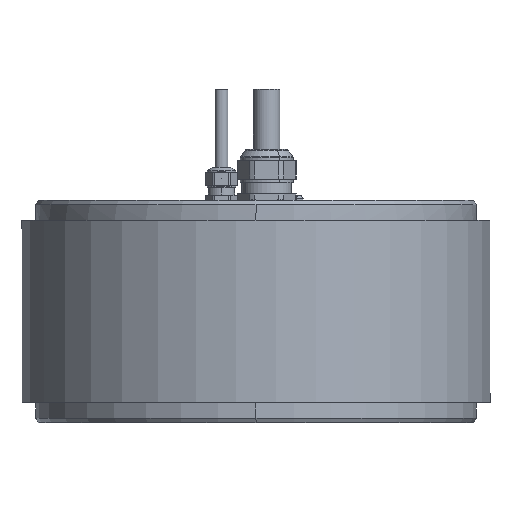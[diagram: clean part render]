
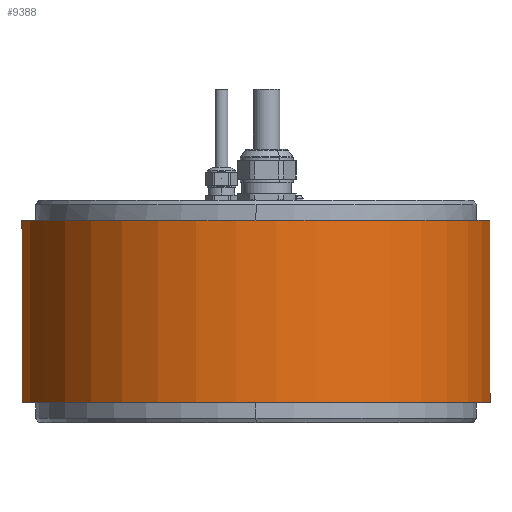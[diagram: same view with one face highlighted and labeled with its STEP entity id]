
A CAD part, front view. The second image highlights one B-rep face of the part: STEP entity #9388.
In plain terms, the highlighted cylindrical face has radius 105.5 mm (diameter 211 mm), a partial arc.
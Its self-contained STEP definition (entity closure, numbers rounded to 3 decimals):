
#2479=CARTESIAN_POINT('',(0.,0.,-9.1));
#2480=DIRECTION('',(0.,0.,1.));
#2481=DIRECTION('',(-0.28,0.96,0.));
#2482=AXIS2_PLACEMENT_3D('',#2479,#2480,#2481);
#2484=DIRECTION('',(0.,0.,1.));
#2485=VECTOR('',#2484,81.8);
#2486=CARTESIAN_POINT('',(29.5,101.292,-90.9));
#2487=LINE('',#2486,#2485);
#2488=CARTESIAN_POINT('',(0.,0.,-90.9));
#2489=DIRECTION('',(0.,0.,-1.));
#2490=DIRECTION('',(0.28,0.96,0.));
#2491=AXIS2_PLACEMENT_3D('',#2488,#2489,#2490);
#2493=DIRECTION('',(0.,0.,1.));
#2494=VECTOR('',#2493,81.8);
#2495=CARTESIAN_POINT('',(-29.5,101.292,-90.9));
#2496=LINE('',#2495,#2494);
#4306=CARTESIAN_POINT('',(-29.5,101.292,-90.9));
#4307=CARTESIAN_POINT('',(29.5,101.292,-90.9));
#4308=VERTEX_POINT('',#4306);
#4309=VERTEX_POINT('',#4307);
#4310=CARTESIAN_POINT('',(-29.5,101.292,-9.1));
#4311=CARTESIAN_POINT('',(29.5,101.292,-9.1));
#4312=VERTEX_POINT('',#4310);
#4313=VERTEX_POINT('',#4311);
#9377=CARTESIAN_POINT('',(0.,0.,-5.01));
#9378=DIRECTION('',(0.,0.,-1.));
#9379=DIRECTION('',(1.,0.,0.));
#9380=AXIS2_PLACEMENT_3D('',#9377,#9378,#9379);
#9381=CYLINDRICAL_SURFACE('',#9380,105.5);
#9382=ORIENTED_EDGE('',*,*,#9326,.T.);
#9383=ORIENTED_EDGE('',*,*,#9342,.F.);
#9384=ORIENTED_EDGE('',*,*,#9366,.T.);
#9385=ORIENTED_EDGE('',*,*,#9345,.T.);
#9386=EDGE_LOOP('',(#9382,#9383,#9384,#9385));
#9387=FACE_OUTER_BOUND('',#9386,.F.);
#9388=ADVANCED_FACE('',(#9387),#9381,.T.);
#2483=CIRCLE('',#2482,105.5);
#2492=CIRCLE('',#2491,105.5);
#9326=EDGE_CURVE('',#4312,#4313,#2483,.T.);
#9342=EDGE_CURVE('',#4309,#4313,#2487,.T.);
#9345=EDGE_CURVE('',#4308,#4312,#2496,.T.);
#9366=EDGE_CURVE('',#4309,#4308,#2492,.T.);
